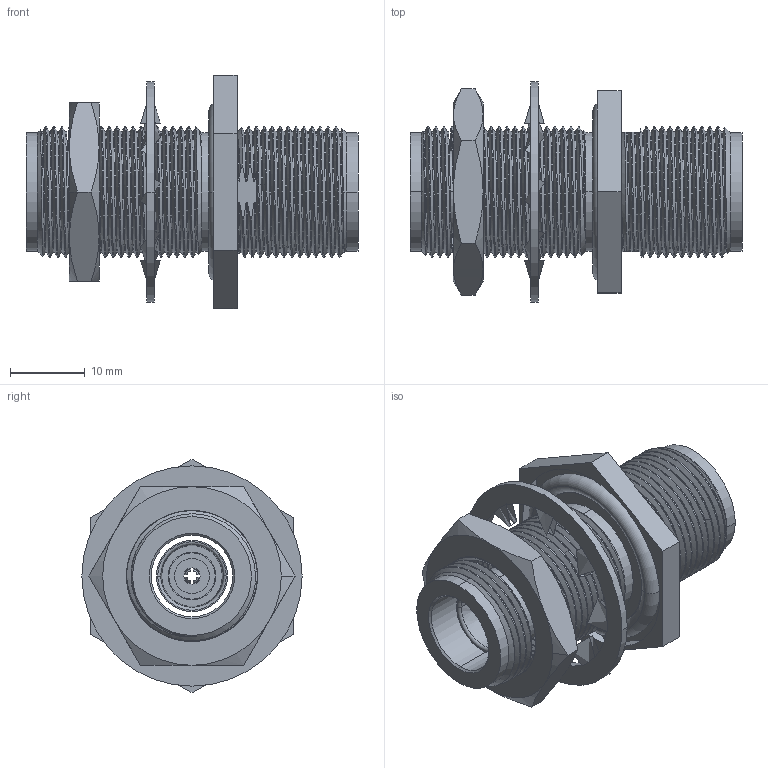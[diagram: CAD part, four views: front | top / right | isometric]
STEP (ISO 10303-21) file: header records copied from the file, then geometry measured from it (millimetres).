
FILE_DESCRIPTION((''),'2;1');
FILE_NAME('000-53225_SW0001','2013-02-26T',('KARTHIK R'),(''),'PRO/ENGINEER BY PARAMETRIC TECHNOLOGY CORPORATION, 2010100','PRO/ENGINEER BY PARAMETRIC TECHNOLOGY CORPORATION, 2010100','');
FILE_SCHEMA(('CONFIG_CONTROL_DESIGN'));
Length unit declared in the file: millimetre
Products named in the file (1): 000-53225_SW0001
Bounding box: 44.3 x 29.38 x 31.15 mm (x, y, z)
Surface area: 7940.7 mm2 (no closed solid volume)
Topology: 0 solids, 16 shells, 228 faces, 705 edges, 481 vertices
Faces by surface type: cylinder 88, bspline 59, plane 40, cone 31, torus 10
Entity records: 25066 total; most frequent: CARTESIAN_POINT 19459, ORIENTED_EDGE 1240, DIRECTION 897, EDGE_CURVE 705, VERTEX_POINT 481, AXIS2_PLACEMENT_3D 321, B_SPLINE_CURVE_WITH_KNOTS 298, VECTOR 255
